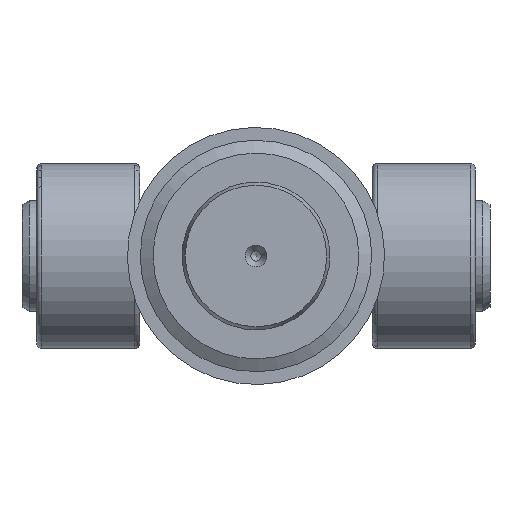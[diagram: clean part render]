
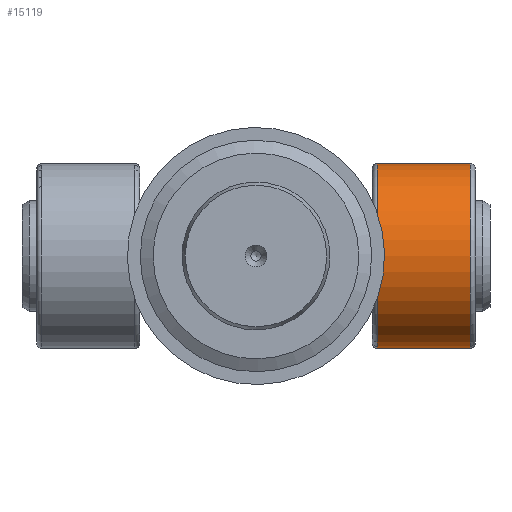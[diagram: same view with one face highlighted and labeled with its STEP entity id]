
A CAD part, front view. The second image highlights one B-rep face of the part: STEP entity #15119.
In plain terms, the highlighted cylindrical face has radius 36 mm (diameter 72 mm), a partial arc.
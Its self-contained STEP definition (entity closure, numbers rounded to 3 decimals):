
#545=LINE('',#25718,#1753);
#546=LINE('',#25724,#1754);
#1753=VECTOR('',#17984,10.);
#1754=VECTOR('',#17989,10.);
#4080=CYLINDRICAL_SURFACE('',#16171,36.);
#4598=FACE_OUTER_BOUND('',#5508,.T.);
#5508=EDGE_LOOP('',(#12063,#12064,#12065,#12066,#12067,#12068,#12069,#12070));
#6230=CIRCLE('',#16117,24.394);
#6260=CIRCLE('',#16170,36.);
#6261=CIRCLE('',#16172,24.394);
#6262=CIRCLE('',#16173,36.);
#6263=CIRCLE('',#16174,24.394);
#6264=CIRCLE('',#16175,24.394);
#6986=VERTEX_POINT('',#25306);
#6987=VERTEX_POINT('',#25323);
#7021=VERTEX_POINT('',#25682);
#7022=VERTEX_POINT('',#25697);
#7023=VERTEX_POINT('',#25716);
#7024=VERTEX_POINT('',#25719);
#7025=VERTEX_POINT('',#25721);
#7026=VERTEX_POINT('',#25723);
#8827=EDGE_CURVE('',#6986,#6987,#6230,.T.);
#8876=EDGE_CURVE('',#7021,#7022,#6260,.T.);
#8878=EDGE_CURVE('',#7023,#7021,#6261,.T.);
#8879=EDGE_CURVE('',#7023,#6987,#545,.T.);
#8880=EDGE_CURVE('',#7024,#6986,#6262,.T.);
#8881=EDGE_CURVE('',#7025,#7024,#6263,.T.);
#8882=EDGE_CURVE('',#7026,#7025,#546,.T.);
#8883=EDGE_CURVE('',#7022,#7026,#6264,.T.);
#12063=ORIENTED_EDGE('',*,*,#8876,.F.);
#12064=ORIENTED_EDGE('',*,*,#8878,.F.);
#12065=ORIENTED_EDGE('',*,*,#8879,.T.);
#12066=ORIENTED_EDGE('',*,*,#8827,.F.);
#12067=ORIENTED_EDGE('',*,*,#8880,.F.);
#12068=ORIENTED_EDGE('',*,*,#8881,.F.);
#12069=ORIENTED_EDGE('',*,*,#8882,.F.);
#12070=ORIENTED_EDGE('',*,*,#8883,.F.);
#15119=ADVANCED_FACE('',(#4598),#4080,.T.);
#16117=AXIS2_PLACEMENT_3D('',#25324,#17872,#17873);
#16170=AXIS2_PLACEMENT_3D('',#25698,#17978,#17979);
#16171=AXIS2_PLACEMENT_3D('',#25715,#17980,#17981);
#16172=AXIS2_PLACEMENT_3D('',#25717,#17982,#17983);
#16173=AXIS2_PLACEMENT_3D('',#25720,#17985,#17986);
#16174=AXIS2_PLACEMENT_3D('',#25722,#17987,#17988);
#16175=AXIS2_PLACEMENT_3D('',#25725,#17990,#17991);
#17872=DIRECTION('center_axis',(0.62,0.489,-0.613));
#17873=DIRECTION('ref_axis',(0.658,0.1,0.746));
#17978=DIRECTION('center_axis',(0.,0.,-1.));
#17979=DIRECTION('ref_axis',(0.,-1.,0.));
#17980=DIRECTION('center_axis',(0.,0.,1.));
#17981=DIRECTION('ref_axis',(-1.,0.,0.));
#17982=DIRECTION('center_axis',(0.62,0.489,0.613));
#17983=DIRECTION('ref_axis',(0.651,0.114,-0.75));
#17984=DIRECTION('',(0.,0.,1.));
#17985=DIRECTION('center_axis',(0.,0.,1.));
#17986=DIRECTION('ref_axis',(0.,-1.,0.));
#17987=DIRECTION('center_axis',(-0.62,0.489,-0.613));
#17988=DIRECTION('ref_axis',(-0.651,0.114,0.75));
#17989=DIRECTION('',(0.,0.,1.));
#17990=DIRECTION('center_axis',(-0.62,0.489,0.613));
#17991=DIRECTION('ref_axis',(-0.658,0.1,-0.746));
#25306=CARTESIAN_POINT('',(32.138,-174.277,-47.15));
#25323=CARTESIAN_POINT('',(32.308,-174.619,-47.25));
#25324=CARTESIAN_POINT('Origin',(16.246,-177.066,-65.447));
#25682=CARTESIAN_POINT('',(32.138,-174.277,-83.35));
#25697=CARTESIAN_POINT('',(-32.138,-174.277,-83.35));
#25698=CARTESIAN_POINT('Origin',(0.,-190.5,-83.35));
#25715=CARTESIAN_POINT('Origin',(0.,-190.5,0.));
#25716=CARTESIAN_POINT('',(32.308,-174.619,-83.25));
#25717=CARTESIAN_POINT('Origin',(16.246,-177.066,-65.053));
#25718=CARTESIAN_POINT('',(32.308,-174.619,0.));
#25719=CARTESIAN_POINT('',(-32.138,-174.277,-47.15));
#25720=CARTESIAN_POINT('Origin',(0.,-190.5,-47.15));
#25721=CARTESIAN_POINT('',(-32.308,-174.619,-47.25));
#25722=CARTESIAN_POINT('Origin',(-16.246,-177.066,-65.447));
#25723=CARTESIAN_POINT('',(-32.308,-174.619,-83.25));
#25724=CARTESIAN_POINT('',(-32.308,-174.619,0.));
#25725=CARTESIAN_POINT('Origin',(-16.246,-177.066,-65.053));
